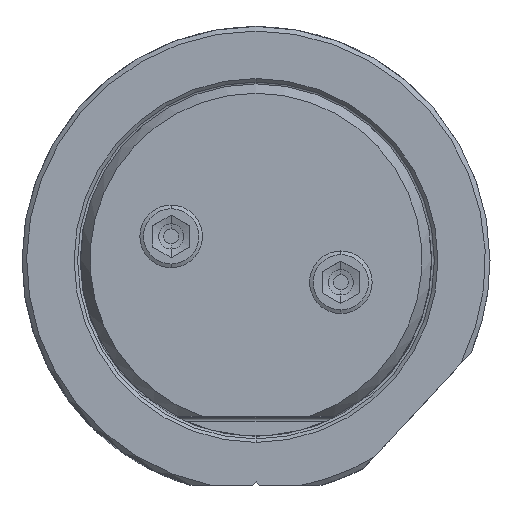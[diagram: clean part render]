
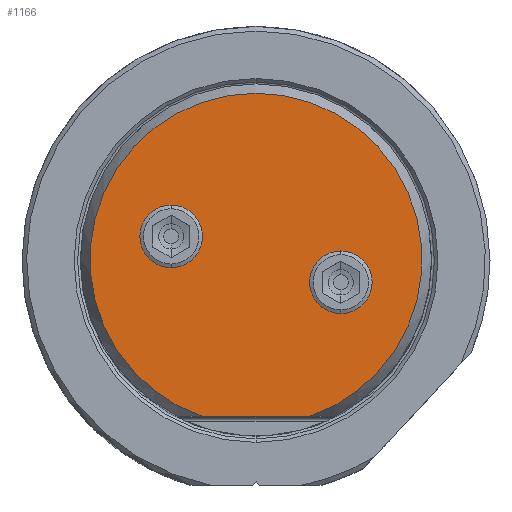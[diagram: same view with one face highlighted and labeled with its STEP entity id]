
A CAD part, top view. The second image highlights one B-rep face of the part: STEP entity #1166.
In plain terms, the highlighted planar face has unit normal (0, 0, 1).
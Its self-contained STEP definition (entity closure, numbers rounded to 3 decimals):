
#154=PLANE('',#6151);
#223=FACE_BOUND('',#1852,.T.);
#224=FACE_BOUND('',#1853,.T.);
#225=FACE_BOUND('',#1854,.T.);
#400=LINE('',#11895,#719);
#719=VECTOR('',#7304,1.);
#1166=ADVANCED_FACE('',(#223,#224,#225),#154,.T.);
#1852=EDGE_LOOP('',(#3062,#3063,#3064));
#1853=EDGE_LOOP('',(#3065,#3066));
#1854=EDGE_LOOP('',(#3067,#3068));
#3062=ORIENTED_EDGE('',*,*,#4996,.T.);
#3063=ORIENTED_EDGE('',*,*,#4999,.T.);
#3064=ORIENTED_EDGE('',*,*,#4997,.T.);
#3065=ORIENTED_EDGE('',*,*,#5002,.T.);
#3066=ORIENTED_EDGE('',*,*,#5003,.T.);
#3067=ORIENTED_EDGE('',*,*,#5004,.T.);
#3068=ORIENTED_EDGE('',*,*,#5005,.T.);
#4302=VERTEX_POINT('',#11885);
#4303=VERTEX_POINT('',#11887);
#4304=VERTEX_POINT('',#11889);
#4305=VERTEX_POINT('',#11902);
#4306=VERTEX_POINT('',#11903);
#4307=VERTEX_POINT('',#11906);
#4308=VERTEX_POINT('',#11907);
#4996=EDGE_CURVE('',#4303,#4302,#5516,.T.);
#4997=EDGE_CURVE('',#4304,#4303,#5517,.T.);
#4999=EDGE_CURVE('',#4302,#4304,#400,.T.);
#5002=EDGE_CURVE('',#4305,#4306,#5518,.T.);
#5003=EDGE_CURVE('',#4306,#4305,#5519,.T.);
#5004=EDGE_CURVE('',#4307,#4308,#5520,.T.);
#5005=EDGE_CURVE('',#4308,#4307,#5521,.T.);
#5516=CIRCLE('',#6141,18.022);
#5517=CIRCLE('',#6142,18.022);
#5518=CIRCLE('',#6147,3.4);
#5519=CIRCLE('',#6148,3.4);
#5520=CIRCLE('',#6149,3.4);
#5521=CIRCLE('',#6150,3.4);
#6141=AXIS2_PLACEMENT_3D('',#11886,#7298,#7299);
#6142=AXIS2_PLACEMENT_3D('',#11888,#7300,#7301);
#6147=AXIS2_PLACEMENT_3D('',#11901,#7313,#7314);
#6148=AXIS2_PLACEMENT_3D('',#11904,#7315,#7316);
#6149=AXIS2_PLACEMENT_3D('',#11905,#7317,#7318);
#6150=AXIS2_PLACEMENT_3D('',#11908,#7319,#7320);
#6151=AXIS2_PLACEMENT_3D('',#11909,#7321,#7322);
#7298=DIRECTION('',(0.,0.,1.));
#7299=DIRECTION('',(0.,1.,0.));
#7300=DIRECTION('',(0.,0.,1.));
#7301=DIRECTION('',(0.324,-0.946,0.));
#7304=DIRECTION('',(1.,0.,0.));
#7313=DIRECTION('',(0.,0.,-1.));
#7314=DIRECTION('',(1.,0.,0.));
#7315=DIRECTION('',(0.,0.,-1.));
#7316=DIRECTION('',(-1.,0.,0.));
#7317=DIRECTION('',(0.,0.,-1.));
#7318=DIRECTION('',(1.,0.,0.));
#7319=DIRECTION('',(0.,0.,-1.));
#7320=DIRECTION('',(-1.,0.,0.));
#7321=DIRECTION('',(0.,0.,1.));
#7322=DIRECTION('',(1.,0.,0.));
#11885=CARTESIAN_POINT('',(-5.839,-17.05,69.85));
#11886=CARTESIAN_POINT('',(0.,0.,69.85));
#11887=CARTESIAN_POINT('',(0.,18.022,69.85));
#11888=CARTESIAN_POINT('',(0.,0.,69.85));
#11889=CARTESIAN_POINT('',(5.839,-17.05,69.85));
#11895=CARTESIAN_POINT('',(-5.839,-17.05,69.85));
#11901=CARTESIAN_POINT('',(9.212,-2.491,69.85));
#11902=CARTESIAN_POINT('',(12.612,-2.491,69.85));
#11903=CARTESIAN_POINT('',(5.812,-2.491,69.85));
#11904=CARTESIAN_POINT('',(9.212,-2.491,69.85));
#11905=CARTESIAN_POINT('',(-9.212,2.491,69.85));
#11906=CARTESIAN_POINT('',(-5.812,2.491,69.85));
#11907=CARTESIAN_POINT('',(-12.612,2.491,69.85));
#11908=CARTESIAN_POINT('',(-9.212,2.491,69.85));
#11909=CARTESIAN_POINT('',(0.,0.486,69.85));
